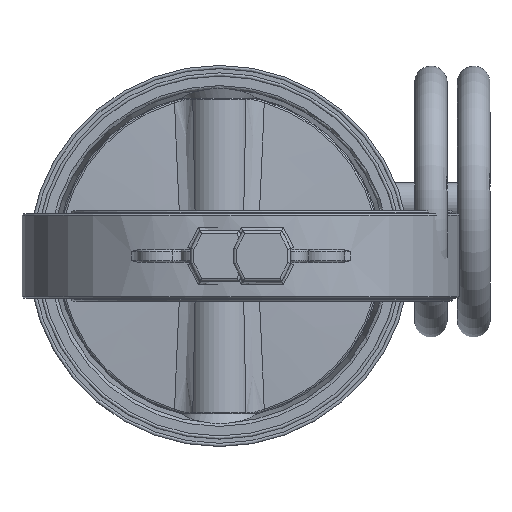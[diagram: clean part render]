
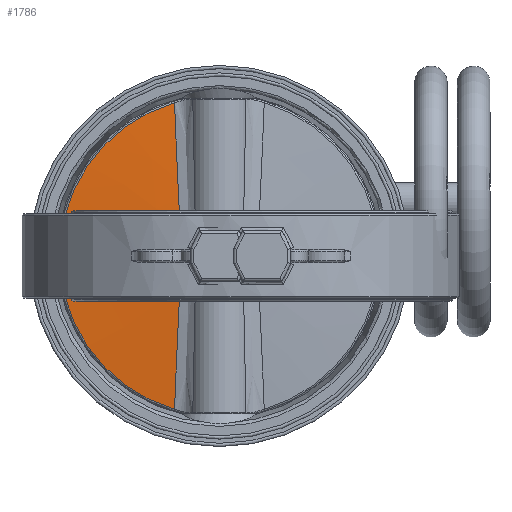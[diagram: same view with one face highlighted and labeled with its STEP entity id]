
A CAD part, front view. The second image highlights one B-rep face of the part: STEP entity #1786.
In plain terms, the highlighted conical face has half-angle 86.5 degrees and reference radius 148.775 mm.
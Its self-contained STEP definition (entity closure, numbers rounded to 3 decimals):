
#1786 = ADVANCED_FACE( '', ( #3968 ), #3969, .T. );
#3968 = FACE_OUTER_BOUND( '', #7669, .T. );
#3969 = CONICAL_SURFACE( '', #7670, 148.775, 1.51 );
#7669 = EDGE_LOOP( '', ( #14606, #14607 ) );
#7670 = AXIS2_PLACEMENT_3D( '', #14608, #14609, #14610 );
#14606 = ORIENTED_EDGE( '', *, *, #19854, .T. );
#14607 = ORIENTED_EDGE( '', *, *, #19912, .T. );
#14608 = CARTESIAN_POINT( '', ( 0., -4.75, 0. ) );
#14609 = DIRECTION( '', ( 0., 1., 0. ) );
#14610 = DIRECTION( '', ( 0., 0., 1. ) );
#19854 = EDGE_CURVE( '', #22869, #21828, #23645, .T. );
#19912 = EDGE_CURVE( '', #21828, #22869, #23721, .F. );
#21828 = VERTEX_POINT( '', #28846 );
#22869 = VERTEX_POINT( '', #33446 );
#23645 = B_SPLINE_CURVE_WITH_KNOTS( '', 3, ( #36533, #36534, #36535, #36536, #36537, #36538, #36539, #36540, #36541, #36542, #36543, #36544, #36545, #36546, #36547, #36548, #36549, #36550, #36551, #36552, #36553, #36554, #36555, #36556, #36557, #36558, #36559, #36560, #36561, #36562, #36563, #36564, #36565, #36566, #36567, #36568, #36569, #36570, #36571, #36572, #36573, #36574, #36575, #36576, #36577, #36578, #36579, #36580, #36581, #36582, #36583, #36584, #36585, #36586, #36587, #36588, #36589, #36590, #36591, #36592, #36593, #36594, #36595, #36596, #36597, #36598, #36599, #36600, #36601, #36602, #36603, #36604, #36605, #36606, #36607, #36608, #36609, #36610, #36611, #36612, #36613, #36614, #36615, #36616, #36617, #36618, #36619, #36620, #36621, #36622, #36623 ), .UNSPECIFIED., .F., .F., ( 4, 2, 1, 2, 2, 2, 2, 2, 1, 1, 1, 2, 2, 2, 2, 2, 2, 2, 2, 2, 2, 2, 1, 1, 2, 2, 2, 1, 1, 1, 2, 2, 2, 2, 2, 2, 2, 2, 2, 2, 2, 1, 1, 1, 2, 2, 2, 2, 2, 1, 2, 4 ), ( 0.002, 0.019, 0.028, 0.037, 0.046, 0.055, 0.064, 0.072, 0.077, 0.081, 0.086, 0.09, 0.094, 0.099, 0.103, 0.108, 0.112, 0.117, 0.121, 0.125, 0.13, 0.134, 0.137, 0.139, 0.141, 0.142, 0.143, 0.145, 0.148, 0.15, 0.152, 0.156, 0.161, 0.165, 0.17, 0.174, 0.179, 0.183, 0.187, 0.192, 0.196, 0.201, 0.205, 0.21, 0.214, 0.223, 0.232, 0.241, 0.249, 0.258, 0.267, 0.285 ), .UNSPECIFIED. );
#23721 = CIRCLE( '', #36827, 147.288 );
#28846 = CARTESIAN_POINT( '', ( -41.335, -4.841, 141.369 ) );
#33446 = CARTESIAN_POINT( '', ( -41.335, -4.841, -141.369 ) );
#36533 = CARTESIAN_POINT( '', ( -41.335, -4.841, -141.369 ) );
#36534 = CARTESIAN_POINT( '', ( -41.116, -5.19, -135.481 ) );
#36535 = CARTESIAN_POINT( '', ( -40.89, -5.539, -129.593 ) );
#36536 = CARTESIAN_POINT( '', ( -40.541, -6.058, -120.761 ) );
#36537 = CARTESIAN_POINT( '', ( -40.305, -6.404, -114.874 ) );
#36538 = CARTESIAN_POINT( '', ( -40.062, -6.748, -108.986 ) );
#36539 = CARTESIAN_POINT( '', ( -39.815, -7.09, -103.099 ) );
#36540 = CARTESIAN_POINT( '', ( -39.69, -7.261, -100.155 ) );
#36541 = CARTESIAN_POINT( '', ( -39.436, -7.6, -94.268 ) );
#36542 = CARTESIAN_POINT( '', ( -39.308, -7.769, -91.325 ) );
#36543 = CARTESIAN_POINT( '', ( -39.047, -8.104, -85.438 ) );
#36544 = CARTESIAN_POINT( '', ( -38.915, -8.271, -82.494 ) );
#36545 = CARTESIAN_POINT( '', ( -38.647, -8.602, -76.607 ) );
#36546 = CARTESIAN_POINT( '', ( -38.511, -8.766, -73.664 ) );
#36547 = CARTESIAN_POINT( '', ( -38.305, -9.009, -69.248 ) );
#36548 = CARTESIAN_POINT( '', ( -38.167, -9.171, -66.305 ) );
#36549 = CARTESIAN_POINT( '', ( -37.957, -9.41, -61.889 ) );
#36550 = CARTESIAN_POINT( '', ( -37.745, -9.645, -57.474 ) );
#36551 = CARTESIAN_POINT( '', ( -37.602, -9.798, -54.53 ) );
#36552 = CARTESIAN_POINT( '', ( -37.459, -9.951, -51.586 ) );
#36553 = CARTESIAN_POINT( '', ( -37.388, -10.026, -50.114 ) );
#36554 = CARTESIAN_POINT( '', ( -37.244, -10.174, -47.17 ) );
#36555 = CARTESIAN_POINT( '', ( -37.172, -10.247, -45.698 ) );
#36556 = CARTESIAN_POINT( '', ( -37.029, -10.391, -42.754 ) );
#36557 = CARTESIAN_POINT( '', ( -36.957, -10.461, -41.282 ) );
#36558 = CARTESIAN_POINT( '', ( -36.814, -10.599, -38.337 ) );
#36559 = CARTESIAN_POINT( '', ( -36.743, -10.667, -36.865 ) );
#36560 = CARTESIAN_POINT( '', ( -36.602, -10.798, -33.92 ) );
#36561 = CARTESIAN_POINT( '', ( -36.532, -10.862, -32.448 ) );
#36562 = CARTESIAN_POINT( '', ( -36.395, -10.985, -29.502 ) );
#36563 = CARTESIAN_POINT( '', ( -36.327, -11.044, -28.03 ) );
#36564 = CARTESIAN_POINT( '', ( -36.196, -11.157, -25.084 ) );
#36565 = CARTESIAN_POINT( '', ( -36.133, -11.211, -23.611 ) );
#36566 = CARTESIAN_POINT( '', ( -36.011, -11.311, -20.665 ) );
#36567 = CARTESIAN_POINT( '', ( -35.953, -11.358, -19.191 ) );
#36568 = CARTESIAN_POINT( '', ( -35.846, -11.444, -16.244 ) );
#36569 = CARTESIAN_POINT( '', ( -35.796, -11.483, -14.77 ) );
#36570 = CARTESIAN_POINT( '', ( -35.707, -11.55, -11.821 ) );
#36571 = CARTESIAN_POINT( '', ( -35.669, -11.58, -10.346 ) );
#36572 = CARTESIAN_POINT( '', ( -35.621, -11.615, -8.134 ) );
#36573 = CARTESIAN_POINT( '', ( -35.593, -11.636, -6.658 ) );
#36574 = CARTESIAN_POINT( '', ( -35.562, -11.659, -4.445 ) );
#36575 = CARTESIAN_POINT( '', ( -35.549, -11.668, -2.968 ) );
#36576 = CARTESIAN_POINT( '', ( -35.543, -11.673, -1.861 ) );
#36577 = CARTESIAN_POINT( '', ( -35.541, -11.674, -1.492 ) );
#36578 = CARTESIAN_POINT( '', ( -35.539, -11.675, -0.753 ) );
#36579 = CARTESIAN_POINT( '', ( -35.538, -11.676, -0.384 ) );
#36580 = CARTESIAN_POINT( '', ( -35.538, -11.676, 0.724 ) );
#36581 = CARTESIAN_POINT( '', ( -35.543, -11.673, 2.2 ) );
#36582 = CARTESIAN_POINT( '', ( -35.561, -11.659, 4.414 ) );
#36583 = CARTESIAN_POINT( '', ( -35.592, -11.636, 6.628 ) );
#36584 = CARTESIAN_POINT( '', ( -35.62, -11.616, 8.104 ) );
#36585 = CARTESIAN_POINT( '', ( -35.668, -11.58, 10.316 ) );
#36586 = CARTESIAN_POINT( '', ( -35.706, -11.551, 11.791 ) );
#36587 = CARTESIAN_POINT( '', ( -35.795, -11.483, 14.74 ) );
#36588 = CARTESIAN_POINT( '', ( -35.844, -11.445, 16.215 ) );
#36589 = CARTESIAN_POINT( '', ( -35.952, -11.359, 19.163 ) );
#36590 = CARTESIAN_POINT( '', ( -36.01, -11.312, 20.636 ) );
#36591 = CARTESIAN_POINT( '', ( -36.132, -11.212, 23.583 ) );
#36592 = CARTESIAN_POINT( '', ( -36.195, -11.158, 25.057 ) );
#36593 = CARTESIAN_POINT( '', ( -36.326, -11.045, 28.003 ) );
#36594 = CARTESIAN_POINT( '', ( -36.394, -10.986, 29.477 ) );
#36595 = CARTESIAN_POINT( '', ( -36.531, -10.863, 32.423 ) );
#36596 = CARTESIAN_POINT( '', ( -36.601, -10.799, 33.896 ) );
#36597 = CARTESIAN_POINT( '', ( -36.742, -10.668, 36.841 ) );
#36598 = CARTESIAN_POINT( '', ( -36.813, -10.6, 38.314 ) );
#36599 = CARTESIAN_POINT( '', ( -36.956, -10.462, 41.259 ) );
#36600 = CARTESIAN_POINT( '', ( -37.028, -10.392, 42.732 ) );
#36601 = CARTESIAN_POINT( '', ( -37.171, -10.248, 45.677 ) );
#36602 = CARTESIAN_POINT( '', ( -37.243, -10.175, 47.149 ) );
#36603 = CARTESIAN_POINT( '', ( -37.387, -10.027, 50.094 ) );
#36604 = CARTESIAN_POINT( '', ( -37.458, -9.952, 51.566 ) );
#36605 = CARTESIAN_POINT( '', ( -37.601, -9.799, 54.511 ) );
#36606 = CARTESIAN_POINT( '', ( -37.744, -9.646, 57.455 ) );
#36607 = CARTESIAN_POINT( '', ( -37.956, -9.411, 61.872 ) );
#36608 = CARTESIAN_POINT( '', ( -38.166, -9.172, 66.288 ) );
#36609 = CARTESIAN_POINT( '', ( -38.304, -9.01, 69.232 ) );
#36610 = CARTESIAN_POINT( '', ( -38.51, -8.767, 73.649 ) );
#36611 = CARTESIAN_POINT( '', ( -38.646, -8.603, 76.593 ) );
#36612 = CARTESIAN_POINT( '', ( -38.914, -8.272, 82.481 ) );
#36613 = CARTESIAN_POINT( '', ( -39.046, -8.105, 85.425 ) );
#36614 = CARTESIAN_POINT( '', ( -39.307, -7.769, 91.314 ) );
#36615 = CARTESIAN_POINT( '', ( -39.436, -7.6, 94.258 ) );
#36616 = CARTESIAN_POINT( '', ( -39.69, -7.261, 100.146 ) );
#36617 = CARTESIAN_POINT( '', ( -39.815, -7.091, 103.09 ) );
#36618 = CARTESIAN_POINT( '', ( -40.061, -6.748, 108.979 ) );
#36619 = CARTESIAN_POINT( '', ( -40.304, -6.404, 114.868 ) );
#36620 = CARTESIAN_POINT( '', ( -40.54, -6.059, 120.757 ) );
#36621 = CARTESIAN_POINT( '', ( -40.89, -5.539, 129.59 ) );
#36622 = CARTESIAN_POINT( '', ( -41.116, -5.19, 135.479 ) );
#36623 = CARTESIAN_POINT( '', ( -41.335, -4.841, 141.369 ) );
#36827 = AXIS2_PLACEMENT_3D( '', #40846, #40847, #40848 );
#40846 = CARTESIAN_POINT( '', ( 0., -4.841, 0. ) );
#40847 = DIRECTION( '', ( 0., 1., 0. ) );
#40848 = DIRECTION( '', ( 0., 0., 1. ) );
